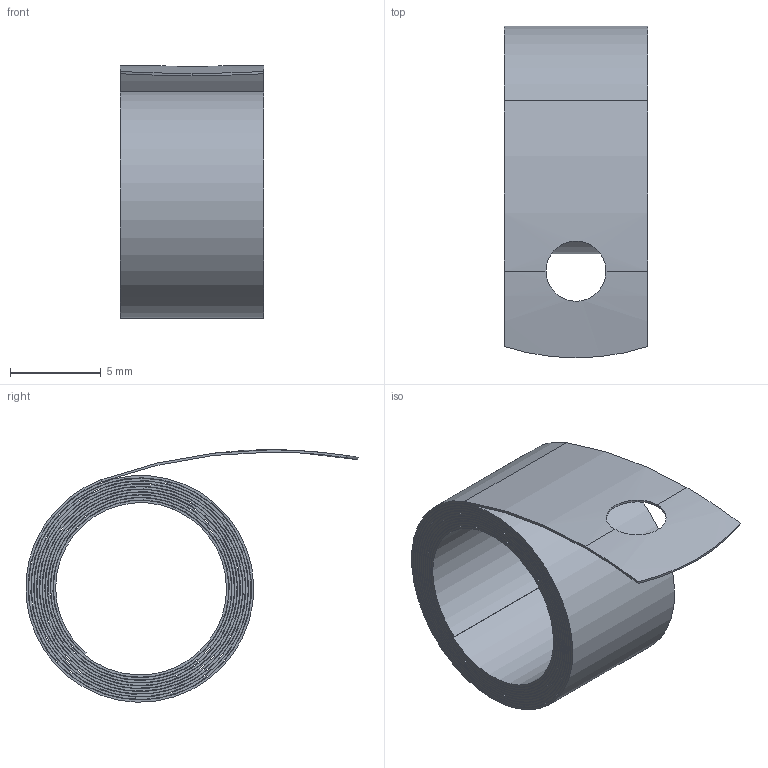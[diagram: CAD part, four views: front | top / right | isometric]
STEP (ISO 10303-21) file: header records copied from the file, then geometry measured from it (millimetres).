
FILE_DESCRIPTION (( 'STEP AP203' ), '1' );
FILE_NAME ('9293K44_Constant-Force Spring.STEP', '2023-02-02T20:50:45', ( 'Administrator' ), ( 'Managed by Terraform' ), 'SwSTEP 2.0', 'SolidWorks 2017', '' );
FILE_SCHEMA (( 'CONFIG_CONTROL_DESIGN' ));
Length unit declared in the file: inch
Products named in the file (1): 9293K44_Constant-Force Spring
Bounding box: 7.92 x 18.28 x 13.9 mm (x, y, z)
Volume: 371.7 mm3; surface area: 5958.6 mm2
Topology: 1 solids, 1 shells, 15 faces, 37 edges, 22 vertices
Faces by surface type: cylinder 8, plane 5, bspline 2
Entity records: 1858 total; most frequent: CARTESIAN_POINT 1445, ORIENTED_EDGE 74, DIRECTION 61, EDGE_CURVE 37, AXIS2_PLACEMENT_3D 22, VERTEX_POINT 22, VECTOR 17, LINE 17
